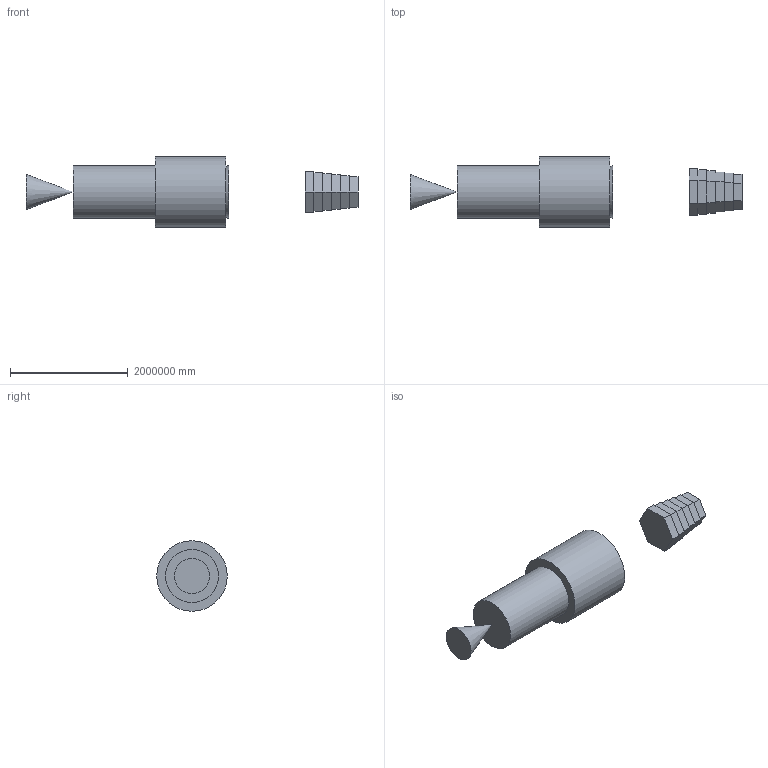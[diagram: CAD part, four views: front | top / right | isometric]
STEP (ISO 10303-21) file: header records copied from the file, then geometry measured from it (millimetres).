
FILE_DESCRIPTION(('FreeCAD Model'),'2;1');
FILE_NAME('Open CASCADE Shape Model','2025-09-13T03:12:51',('Author'),( ''),'Open CASCADE STEP processor 7.8','FreeCAD','Unknown');
FILE_SCHEMA(('AUTOMOTIVE_DESIGN { 1 0 10303 214 1 1 1 1 }'));
Length unit declared in the file: metre
Products named in the file (13): Hex_Reactor; Destiny_Ship_Full; Hull; Reactor_Coils; Aerospike_Nozzle; Mid; Nose; Coil_1; Rear; Coil_2; Coil_3; Coil_4
Assembly tree (4 placements, depth 2):
  Hex_Reactor
  Destiny_Ship_Full
    Hull
    Hex_Reactor
    Reactor_Coils
    Aerospike_Nozzle
  Mid
  Nose
  Coil_1
Bounding box: 5650000 x 1200000 x 1200000 mm (x, y, z)
Volume: 5439160997913807872 mm3; surface area: 32519948746192.8 mm2
Topology: 16 solids, 16 shells, 136 faces, 301 edges, 190 vertices
Faces by surface type: plane 97, revolution 32, cylinder 4, cone 3
Full cylindrical faces by diameter (mm): 900000 x2, 1200000 x2
Entity records: 7935 total; most frequent: CARTESIAN_POINT 1324, DIRECTION 1159, LINE 809, VECTOR 809, ORIENTED_EDGE 598, PCURVE 598, DEFINITIONAL_REPRESENTATION 598, EDGE_CURVE 299
